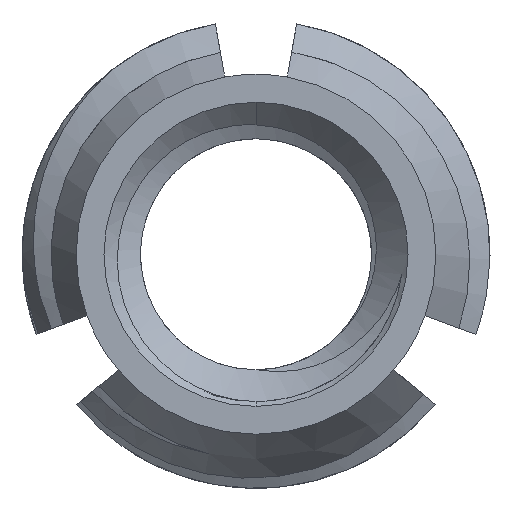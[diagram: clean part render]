
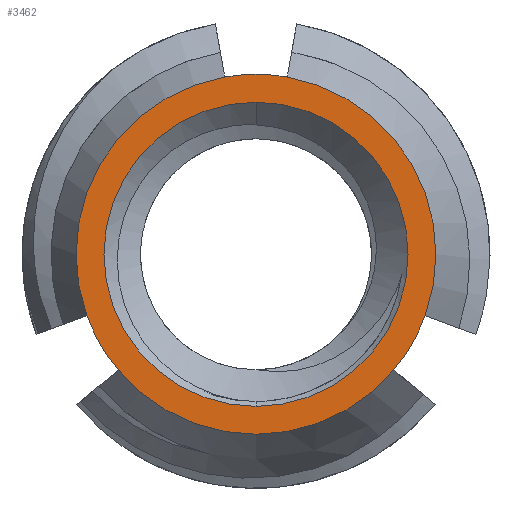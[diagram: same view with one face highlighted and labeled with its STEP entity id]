
A CAD part, front view. The second image highlights one B-rep face of the part: STEP entity #3462.
In plain terms, the highlighted planar face has unit normal (0, -1, 0).
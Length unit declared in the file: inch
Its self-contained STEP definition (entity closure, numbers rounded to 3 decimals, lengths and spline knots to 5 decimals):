
#9 = DIRECTION ( 'NONE',  ( 0., -1., 0. ) ) ;
#21 = AXIS2_PLACEMENT_3D ( 'NONE', #3543, #9952, #4476 ) ;
#41 = CARTESIAN_POINT ( 'NONE',  ( 0., -0.25, 0. ) ) ;
#81 = DIRECTION ( 'NONE',  ( 0., 1., 0. ) ) ;
#185 = VERTEX_POINT ( 'NONE', #11430 ) ;
#187 = EDGE_CURVE ( 'NONE', #9126, #1736, #4891, .T. ) ;
#962 = CARTESIAN_POINT ( 'NONE',  ( 0., -0.25, 0. ) ) ;
#1020 = CARTESIAN_POINT ( 'NONE',  ( -0.01669, -0.25, 0.09467 ) ) ;
#1051 = ORIENTED_EDGE ( 'NONE', *, *, #4871, .T. ) ;
#1053 = CARTESIAN_POINT ( 'NONE',  ( 0., -0.25, 0.08123 ) ) ;
#1208 = VERTEX_POINT ( 'NONE', #4122 ) ;
#1363 = VERTEX_POINT ( 'NONE', #4232 ) ;
#1473 = VERTEX_POINT ( 'NONE', #1020 ) ;
#1573 = CARTESIAN_POINT ( 'NONE',  ( 0.09033, -0.25, -0.03288 ) ) ;
#1736 = VERTEX_POINT ( 'NONE', #1053 ) ;
#1809 = ORIENTED_EDGE ( 'NONE', *, *, #7037, .T. ) ;
#1895 = DIRECTION ( 'NONE',  ( 0., 0., 1. ) ) ;
#2078 = DIRECTION ( 'NONE',  ( 0., 0., 1. ) ) ;
#2472 = EDGE_CURVE ( 'NONE', #9481, #1363, #9166, .T. ) ;
#2517 = DIRECTION ( 'NONE',  ( 0., 1., 0. ) ) ;
#2601 = CARTESIAN_POINT ( 'NONE',  ( 0., -0.25, 0. ) ) ;
#2627 = AXIS2_PLACEMENT_3D ( 'NONE', #8044, #2517, #8962 ) ;
#2778 = CIRCLE ( 'NONE', #8100, 0.09613 ) ;
#3089 = ORIENTED_EDGE ( 'NONE', *, *, #11093, .T. ) ;
#3169 = CARTESIAN_POINT ( 'NONE',  ( 0., -0.25, 0. ) ) ;
#3462 = ADVANCED_FACE ( 'NONE', ( #4112, #8982 ), #6696, .F. ) ;
#3543 = CARTESIAN_POINT ( 'NONE',  ( 0., -0.25, 0. ) ) ;
#3551 = DIRECTION ( 'NONE',  ( 0., 0., 1. ) ) ;
#3749 = DIRECTION ( 'NONE',  ( 0., -1., 0. ) ) ;
#3785 = CIRCLE ( 'NONE', #9320, 0.09613 ) ;
#4104 = DIRECTION ( 'NONE',  ( 0., 0., 1. ) ) ;
#4110 = DIRECTION ( 'NONE',  ( 0., -1., 0. ) ) ;
#4112 = FACE_OUTER_BOUND ( 'NONE', #7835, .T. ) ;
#4122 = CARTESIAN_POINT ( 'NONE',  ( 0.07364, -0.25, -0.06179 ) ) ;
#4232 = CARTESIAN_POINT ( 'NONE',  ( -0.07364, -0.25, -0.06179 ) ) ;
#4362 = ORIENTED_EDGE ( 'NONE', *, *, #9618, .T. ) ;
#4476 = DIRECTION ( 'NONE',  ( 0., 0., 1. ) ) ;
#4639 = AXIS2_PLACEMENT_3D ( 'NONE', #41, #81, #7393 ) ;
#4737 = AXIS2_PLACEMENT_3D ( 'NONE', #962, #7445, #1895 ) ;
#4871 = EDGE_CURVE ( 'NONE', #8393, #185, #2778, .T. ) ;
#4891 = CIRCLE ( 'NONE', #4639, 0.08123 ) ;
#4964 = CIRCLE ( 'NONE', #2627, 0.08123 ) ;
#5012 = AXIS2_PLACEMENT_3D ( 'NONE', #9597, #4110, #10515 ) ;
#5033 = ORIENTED_EDGE ( 'NONE', *, *, #2472, .T. ) ;
#5620 = CARTESIAN_POINT ( 'NONE',  ( 0., -0.25, 0. ) ) ;
#5962 = AXIS2_PLACEMENT_3D ( 'NONE', #2601, #9048, #3551 ) ;
#6264 = VERTEX_POINT ( 'NONE', #1573 ) ;
#6476 = EDGE_LOOP ( 'NONE', ( #9619, #1809 ) ) ;
#6518 = CIRCLE ( 'NONE', #5962, 0.09613 ) ;
#6536 = DIRECTION ( 'NONE',  ( 0., 0., 1. ) ) ;
#6696 = PLANE ( 'NONE',  #10178 ) ;
#6699 = EDGE_CURVE ( 'NONE', #1363, #1208, #10681, .T. ) ;
#7037 = EDGE_CURVE ( 'NONE', #1736, #9126, #4964, .T. ) ;
#7393 = DIRECTION ( 'NONE',  ( 0., 0., 1. ) ) ;
#7445 = DIRECTION ( 'NONE',  ( 0., -1., 0. ) ) ;
#7564 = EDGE_CURVE ( 'NONE', #1473, #9481, #3785, .T. ) ;
#7575 = CIRCLE ( 'NONE', #5012, 0.09613 ) ;
#7615 = DIRECTION ( 'NONE',  ( 0., 1., 0. ) ) ;
#7835 = EDGE_LOOP ( 'NONE', ( #11618, #5033, #10137, #9683, #4362, #1051, #3089 ) ) ;
#8044 = CARTESIAN_POINT ( 'NONE',  ( 0., -0.25, 0. ) ) ;
#8100 = AXIS2_PLACEMENT_3D ( 'NONE', #5620, #9, #6536 ) ;
#8366 = CIRCLE ( 'NONE', #21, 0.09613 ) ;
#8393 = VERTEX_POINT ( 'NONE', #11502 ) ;
#8962 = DIRECTION ( 'NONE',  ( 0., 0., 1. ) ) ;
#8982 = FACE_BOUND ( 'NONE', #6476, .T. ) ;
#9048 = DIRECTION ( 'NONE',  ( 0., -1., 0. ) ) ;
#9126 = VERTEX_POINT ( 'NONE', #9670 ) ;
#9166 = CIRCLE ( 'NONE', #11895, 0.09613 ) ;
#9244 = CARTESIAN_POINT ( 'NONE',  ( 0., -0.25, 0. ) ) ;
#9320 = AXIS2_PLACEMENT_3D ( 'NONE', #3169, #9592, #4104 ) ;
#9481 = VERTEX_POINT ( 'NONE', #11711 ) ;
#9592 = DIRECTION ( 'NONE',  ( 0., -1., 0. ) ) ;
#9597 = CARTESIAN_POINT ( 'NONE',  ( 0., -0.25, 0. ) ) ;
#9618 = EDGE_CURVE ( 'NONE', #6264, #8393, #6518, .T. ) ;
#9619 = ORIENTED_EDGE ( 'NONE', *, *, #187, .T. ) ;
#9670 = CARTESIAN_POINT ( 'NONE',  ( 0., -0.25, -0.08123 ) ) ;
#9683 = ORIENTED_EDGE ( 'NONE', *, *, #9878, .T. ) ;
#9878 = EDGE_CURVE ( 'NONE', #1208, #6264, #8366, .T. ) ;
#9952 = DIRECTION ( 'NONE',  ( 0., -1., 0. ) ) ;
#10137 = ORIENTED_EDGE ( 'NONE', *, *, #6699, .T. ) ;
#10154 = DIRECTION ( 'NONE',  ( 0., 0., 1. ) ) ;
#10178 = AXIS2_PLACEMENT_3D ( 'NONE', #10338, #7615, #2078 ) ;
#10338 = CARTESIAN_POINT ( 'NONE',  ( 0., -0.25, 0. ) ) ;
#10515 = DIRECTION ( 'NONE',  ( 0., 0., 1. ) ) ;
#10681 = CIRCLE ( 'NONE', #4737, 0.09613 ) ;
#11093 = EDGE_CURVE ( 'NONE', #185, #1473, #7575, .T. ) ;
#11430 = CARTESIAN_POINT ( 'NONE',  ( 0., -0.25, 0.09613 ) ) ;
#11502 = CARTESIAN_POINT ( 'NONE',  ( 0.01669, -0.25, 0.09467 ) ) ;
#11618 = ORIENTED_EDGE ( 'NONE', *, *, #7564, .T. ) ;
#11711 = CARTESIAN_POINT ( 'NONE',  ( -0.09033, -0.25, -0.03288 ) ) ;
#11895 = AXIS2_PLACEMENT_3D ( 'NONE', #9244, #3749, #10154 ) ;
